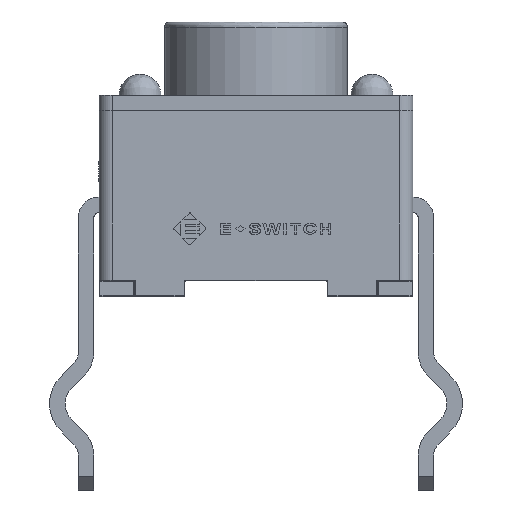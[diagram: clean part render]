
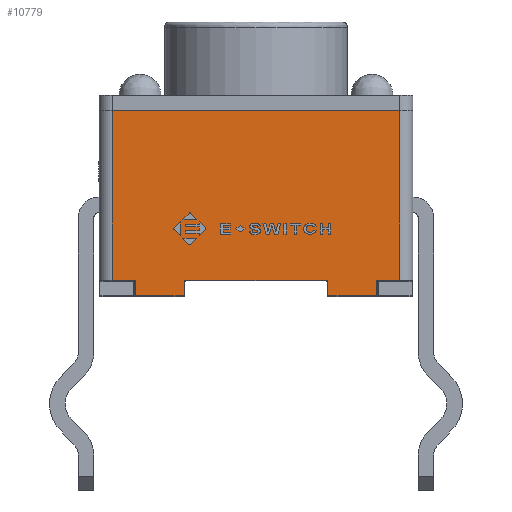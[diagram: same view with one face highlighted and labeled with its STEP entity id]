
A CAD part, front view. The second image highlights one B-rep face of the part: STEP entity #10779.
In plain terms, the highlighted planar face has unit normal (0, -1, 0).
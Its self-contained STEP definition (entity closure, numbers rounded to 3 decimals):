
#19 = VECTOR ( 'NONE', #10781, 1000. ) ;
#169 = CARTESIAN_POINT ( 'NONE',  ( -1.374, -3., 0.015 ) ) ;
#207 = DIRECTION ( 'NONE',  ( 1., 0., 0. ) ) ;
#299 = CARTESIAN_POINT ( 'NONE',  ( -2.75, -3., 0.315 ) ) ;
#611 = CARTESIAN_POINT ( 'NONE',  ( -1.362, -3., 0.315 ) ) ;
#666 = DIRECTION ( 'NONE',  ( 0., 0., 1. ) ) ;
#1156 = DIRECTION ( 'NONE',  ( 0., 0., 1. ) ) ;
#1340 = LINE ( 'NONE', #1625, #16701 ) ;
#1446 = CARTESIAN_POINT ( 'NONE',  ( 2.335, -3., 0.315 ) ) ;
#1606 = LINE ( 'NONE', #4651, #9302 ) ;
#1625 = CARTESIAN_POINT ( 'NONE',  ( -1.374, -3., 0. ) ) ;
#1818 = ORIENTED_EDGE ( 'NONE', *, *, #12600, .T. ) ;
#1854 = VECTOR ( 'NONE', #18419, 1000. ) ;
#1916 = EDGE_CURVE ( 'NONE', #10763, #3459, #3449, .T. ) ;
#2095 = CARTESIAN_POINT ( 'NONE',  ( -2.335, -3., 0.315 ) ) ;
#2447 = CARTESIAN_POINT ( 'NONE',  ( -2.75, -3., 0.315 ) ) ;
#2513 = AXIS2_PLACEMENT_3D ( 'NONE', #17524, #8344, #19044 ) ;
#2565 = EDGE_CURVE ( 'NONE', #3459, #5743, #1606, .T. ) ;
#2827 = CARTESIAN_POINT ( 'NONE',  ( 2.305, -3., 0.285 ) ) ;
#3095 = VERTEX_POINT ( 'NONE', #5260 ) ;
#3201 = EDGE_CURVE ( 'NONE', #14863, #4572, #1340, .T. ) ;
#3204 = LINE ( 'NONE', #9426, #11405 ) ;
#3423 = CARTESIAN_POINT ( 'NONE',  ( -2.75, -3., 0. ) ) ;
#3449 = LINE ( 'NONE', #17030, #19297 ) ;
#3457 = CARTESIAN_POINT ( 'NONE',  ( 2.305, -3., 0.285 ) ) ;
#3459 = VERTEX_POINT ( 'NONE', #11235 ) ;
#3625 = ORIENTED_EDGE ( 'NONE', *, *, #15960, .T. ) ;
#3659 = CARTESIAN_POINT ( 'NONE',  ( -2.319, -3., 0.315 ) ) ;
#3944 = LINE ( 'NONE', #13490, #19777 ) ;
#4124 = LINE ( 'NONE', #15365, #19 ) ;
#4236 = EDGE_CURVE ( 'NONE', #17135, #4805, #13633, .T. ) ;
#4384 = DIRECTION ( 'NONE',  ( 1., 0., 0. ) ) ;
#4572 = VERTEX_POINT ( 'NONE', #13222 ) ;
#4632 = ORIENTED_EDGE ( 'NONE', *, *, #5089, .T. ) ;
#4651 = CARTESIAN_POINT ( 'NONE',  ( -2.75, -3., 0.015 ) ) ;
#4654 = LINE ( 'NONE', #16965, #12820 ) ;
#4805 = VERTEX_POINT ( 'NONE', #13477 ) ;
#5089 = EDGE_CURVE ( 'NONE', #9172, #8506, #17915, .T. ) ;
#5148 = EDGE_CURVE ( 'NONE', #8655, #10763, #6925, .T. ) ;
#5155 = CARTESIAN_POINT ( 'NONE',  ( -2.305, -3., 0.015 ) ) ;
#5199 = CARTESIAN_POINT ( 'NONE',  ( -2.305, -3., 0.285 ) ) ;
#5260 = CARTESIAN_POINT ( 'NONE',  ( -1.344, -3., 0.315 ) ) ;
#5494 = VECTOR ( 'NONE', #666, 1000. ) ;
#5684 = VECTOR ( 'NONE', #19892, 1000. ) ;
#5743 = VERTEX_POINT ( 'NONE', #8455 ) ;
#5967 = LINE ( 'NONE', #19059, #5494 ) ;
#6422 = DIRECTION ( 'NONE',  ( 0., 0., -1. ) ) ;
#6925 = B_SPLINE_CURVE_WITH_KNOTS ( 'NONE', 3,
 ( #18537, #18611, #18476, #18406 ),
 .UNSPECIFIED., .F., .F.,
 ( 4, 4 ),
 ( 0., 1. ),
 .UNSPECIFIED. ) ;
#7335 = EDGE_CURVE ( 'NONE', #18438, #14863, #4124, .T. ) ;
#7382 = DIRECTION ( 'NONE',  ( 0., 0., 1. ) ) ;
#7385 = VERTEX_POINT ( 'NONE', #9372 ) ;
#7742 = EDGE_CURVE ( 'NONE', #11697, #17135, #16245, .T. ) ;
#7778 = DIRECTION ( 'NONE',  ( 0., 0., -1. ) ) ;
#7924 = ORIENTED_EDGE ( 'NONE', *, *, #5148, .T. ) ;
#8133 = ORIENTED_EDGE ( 'NONE', *, *, #2565, .T. ) ;
#8344 = DIRECTION ( 'NONE',  ( 0., -1., 0. ) ) ;
#8455 = CARTESIAN_POINT ( 'NONE',  ( 2.305, -3., 0.015 ) ) ;
#8506 = VERTEX_POINT ( 'NONE', #10689 ) ;
#8618 = ORIENTED_EDGE ( 'NONE', *, *, #18907, .T. ) ;
#8655 = VERTEX_POINT ( 'NONE', #18649 ) ;
#8939 = EDGE_LOOP ( 'NONE', ( #13445, #16346, #16758, #3625, #9919, #9502, #4632, #16686, #1818, #17261, #9102, #8618, #9113, #7924, #14442, #8133 ) ) ;
#8948 = CARTESIAN_POINT ( 'NONE',  ( 2.318, -3., 0.315 ) ) ;
#9102 = ORIENTED_EDGE ( 'NONE', *, *, #3201, .T. ) ;
#9113 = ORIENTED_EDGE ( 'NONE', *, *, #10524, .T. ) ;
#9172 = VERTEX_POINT ( 'NONE', #299 ) ;
#9302 = VECTOR ( 'NONE', #4384, 1000. ) ;
#9372 = CARTESIAN_POINT ( 'NONE',  ( 2.75, -3., 3.55 ) ) ;
#9409 = DIRECTION ( 'NONE',  ( 0., 0., -1. ) ) ;
#9424 = EDGE_CURVE ( 'NONE', #16784, #9172, #10992, .T. ) ;
#9426 = CARTESIAN_POINT ( 'NONE',  ( -2.75, -3., 0.315 ) ) ;
#9502 = ORIENTED_EDGE ( 'NONE', *, *, #9424, .T. ) ;
#9795 = CARTESIAN_POINT ( 'NONE',  ( 1.374, -3., 0.285 ) ) ;
#9919 = ORIENTED_EDGE ( 'NONE', *, *, #12337, .F. ) ;
#10524 = EDGE_CURVE ( 'NONE', #3095, #8655, #3204, .T. ) ;
#10689 = CARTESIAN_POINT ( 'NONE',  ( -2.335, -3., 0.315 ) ) ;
#10763 = VERTEX_POINT ( 'NONE', #9795 ) ;
#10779 = ADVANCED_FACE ( 'NONE', ( #11868 ), #12762, .T. ) ;
#10781 = DIRECTION ( 'NONE',  ( 1., 0., 0. ) ) ;
#10941 = CARTESIAN_POINT ( 'NONE',  ( -2.305, -3., 0.285 ) ) ;
#10992 = LINE ( 'NONE', #3423, #19135 ) ;
#11006 = CARTESIAN_POINT ( 'NONE',  ( -2.75, -3., 3.55 ) ) ;
#11054 = B_SPLINE_CURVE_WITH_KNOTS ( 'NONE', 3,
 ( #17342, #12844, #611, #11384 ),
 .UNSPECIFIED., .F., .F.,
 ( 4, 4 ),
 ( 0., 1. ),
 .UNSPECIFIED. ) ;
#11235 = CARTESIAN_POINT ( 'NONE',  ( 1.374, -3., 0.015 ) ) ;
#11384 = CARTESIAN_POINT ( 'NONE',  ( -1.344, -3., 0.315 ) ) ;
#11405 = VECTOR ( 'NONE', #207, 1000. ) ;
#11572 = CARTESIAN_POINT ( 'NONE',  ( 0., -3., 3.55 ) ) ;
#11697 = VERTEX_POINT ( 'NONE', #3457 ) ;
#11868 = FACE_OUTER_BOUND ( 'NONE', #8939, .T. ) ;
#12337 = EDGE_CURVE ( 'NONE', #16784, #7385, #18347, .T. ) ;
#12600 = EDGE_CURVE ( 'NONE', #12689, #18438, #4654, .T. ) ;
#12689 = VERTEX_POINT ( 'NONE', #10941 ) ;
#12762 = PLANE ( 'NONE',  #2513 ) ;
#12820 = VECTOR ( 'NONE', #7778, 1000. ) ;
#12844 = CARTESIAN_POINT ( 'NONE',  ( -1.374, -3., 0.301 ) ) ;
#13222 = CARTESIAN_POINT ( 'NONE',  ( -1.374, -3., 0.285 ) ) ;
#13445 = ORIENTED_EDGE ( 'NONE', *, *, #14026, .T. ) ;
#13477 = CARTESIAN_POINT ( 'NONE',  ( 2.75, -3., 0.315 ) ) ;
#13490 = CARTESIAN_POINT ( 'NONE',  ( 2.305, -3., 0. ) ) ;
#13566 = CARTESIAN_POINT ( 'NONE',  ( 2.335, -3., 0.315 ) ) ;
#13633 = LINE ( 'NONE', #14847, #1854 ) ;
#14026 = EDGE_CURVE ( 'NONE', #5743, #11697, #3944, .T. ) ;
#14290 = VECTOR ( 'NONE', #17723, 1000. ) ;
#14400 = CARTESIAN_POINT ( 'NONE',  ( -2.306, -3., 0.302 ) ) ;
#14442 = ORIENTED_EDGE ( 'NONE', *, *, #1916, .T. ) ;
#14628 = B_SPLINE_CURVE_WITH_KNOTS ( 'NONE', 3,
 ( #2095, #3659, #14400, #5199 ),
 .UNSPECIFIED., .F., .F.,
 ( 4, 4 ),
 ( 0., 1. ),
 .UNSPECIFIED. ) ;
#14847 = CARTESIAN_POINT ( 'NONE',  ( -2.75, -3., 0.315 ) ) ;
#14863 = VERTEX_POINT ( 'NONE', #169 ) ;
#15365 = CARTESIAN_POINT ( 'NONE',  ( -2.75, -3., 0.015 ) ) ;
#15960 = EDGE_CURVE ( 'NONE', #4805, #7385, #5967, .T. ) ;
#16245 = B_SPLINE_CURVE_WITH_KNOTS ( 'NONE', 3,
 ( #2827, #19667, #8948, #13566 ),
 .UNSPECIFIED., .F., .F.,
 ( 4, 4 ),
 ( 0., 1. ),
 .UNSPECIFIED. ) ;
#16346 = ORIENTED_EDGE ( 'NONE', *, *, #7742, .T. ) ;
#16686 = ORIENTED_EDGE ( 'NONE', *, *, #18882, .T. ) ;
#16701 = VECTOR ( 'NONE', #1156, 1000. ) ;
#16758 = ORIENTED_EDGE ( 'NONE', *, *, #4236, .T. ) ;
#16784 = VERTEX_POINT ( 'NONE', #11006 ) ;
#16965 = CARTESIAN_POINT ( 'NONE',  ( -2.305, -3., 0. ) ) ;
#17030 = CARTESIAN_POINT ( 'NONE',  ( 1.374, -3., 0. ) ) ;
#17135 = VERTEX_POINT ( 'NONE', #1446 ) ;
#17261 = ORIENTED_EDGE ( 'NONE', *, *, #7335, .T. ) ;
#17342 = CARTESIAN_POINT ( 'NONE',  ( -1.374, -3., 0.285 ) ) ;
#17524 = CARTESIAN_POINT ( 'NONE',  ( -2.75, -3., 0. ) ) ;
#17723 = DIRECTION ( 'NONE',  ( 1., 0., 0. ) ) ;
#17915 = LINE ( 'NONE', #2447, #5684 ) ;
#18347 = LINE ( 'NONE', #11572, #14290 ) ;
#18406 = CARTESIAN_POINT ( 'NONE',  ( 1.374, -3., 0.285 ) ) ;
#18419 = DIRECTION ( 'NONE',  ( 1., 0., 0. ) ) ;
#18438 = VERTEX_POINT ( 'NONE', #5155 ) ;
#18476 = CARTESIAN_POINT ( 'NONE',  ( 1.374, -3., 0.302 ) ) ;
#18537 = CARTESIAN_POINT ( 'NONE',  ( 1.344, -3., 0.315 ) ) ;
#18611 = CARTESIAN_POINT ( 'NONE',  ( 1.361, -3., 0.315 ) ) ;
#18649 = CARTESIAN_POINT ( 'NONE',  ( 1.344, -3., 0.315 ) ) ;
#18882 = EDGE_CURVE ( 'NONE', #8506, #12689, #14628, .T. ) ;
#18907 = EDGE_CURVE ( 'NONE', #4572, #3095, #11054, .T. ) ;
#19044 = DIRECTION ( 'NONE',  ( 1., 0., 0. ) ) ;
#19059 = CARTESIAN_POINT ( 'NONE',  ( 2.75, -3., 0. ) ) ;
#19135 = VECTOR ( 'NONE', #9409, 1000. ) ;
#19297 = VECTOR ( 'NONE', #6422, 1000. ) ;
#19667 = CARTESIAN_POINT ( 'NONE',  ( 2.306, -3., 0.301 ) ) ;
#19777 = VECTOR ( 'NONE', #7382, 1000. ) ;
#19892 = DIRECTION ( 'NONE',  ( 1., 0., 0. ) ) ;
